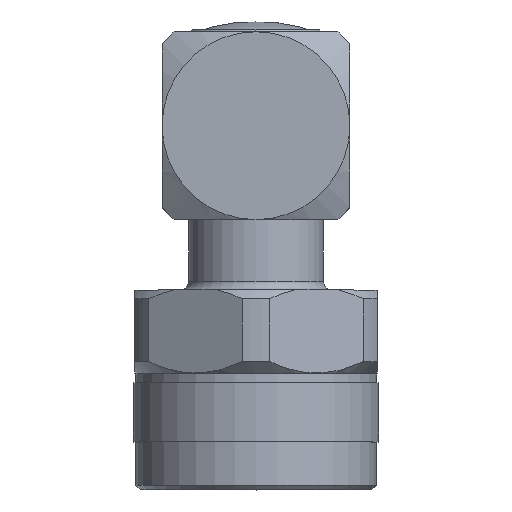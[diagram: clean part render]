
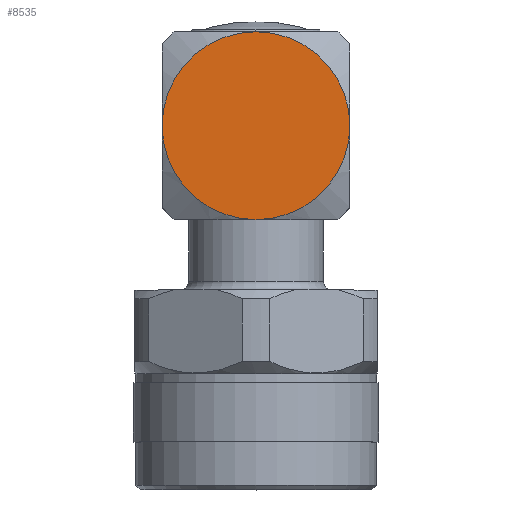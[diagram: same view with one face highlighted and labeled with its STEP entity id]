
A CAD part, top view. The second image highlights one B-rep face of the part: STEP entity #8535.
In plain terms, the highlighted face is planar.
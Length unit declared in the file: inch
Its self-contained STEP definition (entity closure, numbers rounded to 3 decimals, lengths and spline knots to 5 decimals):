
#65 = DIRECTION ( 'NONE',  ( 0., 1., 0. ) ) ;
#216 = AXIS2_PLACEMENT_3D ( 'NONE', #4740, #14767, #10903 ) ;
#462 = CARTESIAN_POINT ( 'NONE',  ( -0.31496, 0.31496, 0. ) ) ;
#1123 = FACE_OUTER_BOUND ( 'NONE', #1295, .T. ) ;
#1295 = EDGE_LOOP ( 'NONE', ( #11844, #5206, #10819, #11697 ) ) ;
#1474 = VERTEX_POINT ( 'NONE', #16004 ) ;
#2447 = AXIS2_PLACEMENT_3D ( 'NONE', #9088, #3065, #11542 ) ;
#2576 = CIRCLE ( 'NONE', #3093, 0.31496 ) ;
#2986 = DIRECTION ( 'NONE',  ( 0., 0., 1. ) ) ;
#3065 = DIRECTION ( 'NONE',  ( 0., 1., 0. ) ) ;
#3093 = AXIS2_PLACEMENT_3D ( 'NONE', #3993, #65, #10089 ) ;
#3993 = CARTESIAN_POINT ( 'NONE',  ( 0., 0.31496, 0. ) ) ;
#4740 = CARTESIAN_POINT ( 'NONE',  ( -0.31496, 0.31496, 0.31496 ) ) ;
#5206 = ORIENTED_EDGE ( 'NONE', *, *, #7265, .T. ) ;
#5867 = VERTEX_POINT ( 'NONE', #462 ) ;
#6301 = VERTEX_POINT ( 'NONE', #9132 ) ;
#6941 = DIRECTION ( 'NONE',  ( 0., 1., 0. ) ) ;
#7052 = PLANE ( 'NONE',  #216 ) ;
#7265 = EDGE_CURVE ( 'NONE', #15068, #5867, #9078, .T. ) ;
#7461 = DIRECTION ( 'NONE',  ( 0., 1., 0. ) ) ;
#8499 = CIRCLE ( 'NONE', #2447, 0.31496 ) ;
#8535 = ADVANCED_FACE ( 'NONE', ( #1123 ), #7052, .F. ) ;
#8820 = EDGE_CURVE ( 'NONE', #5867, #1474, #9653, .T. ) ;
#8883 = AXIS2_PLACEMENT_3D ( 'NONE', #13102, #6941, #2986 ) ;
#9078 = CIRCLE ( 'NONE', #15107, 0.31496 ) ;
#9088 = CARTESIAN_POINT ( 'NONE',  ( 0., 0.31496, 0. ) ) ;
#9132 = CARTESIAN_POINT ( 'NONE',  ( 0.31496, 0.31496, 0. ) ) ;
#9653 = CIRCLE ( 'NONE', #8883, 0.31496 ) ;
#10009 = CARTESIAN_POINT ( 'NONE',  ( 0., 0.31496, 0. ) ) ;
#10089 = DIRECTION ( 'NONE',  ( 0., 0., 1. ) ) ;
#10819 = ORIENTED_EDGE ( 'NONE', *, *, #8820, .T. ) ;
#10903 = DIRECTION ( 'NONE',  ( 0., 0., -1. ) ) ;
#11117 = CARTESIAN_POINT ( 'NONE',  ( 0., 0.31496, -0.31496 ) ) ;
#11398 = EDGE_CURVE ( 'NONE', #6301, #15068, #8499, .T. ) ;
#11542 = DIRECTION ( 'NONE',  ( 0., 0., 1. ) ) ;
#11697 = ORIENTED_EDGE ( 'NONE', *, *, #14372, .T. ) ;
#11844 = ORIENTED_EDGE ( 'NONE', *, *, #11398, .T. ) ;
#13102 = CARTESIAN_POINT ( 'NONE',  ( 0., 0.31496, 0. ) ) ;
#14372 = EDGE_CURVE ( 'NONE', #1474, #6301, #2576, .T. ) ;
#14767 = DIRECTION ( 'NONE',  ( 0., -1., 0. ) ) ;
#15068 = VERTEX_POINT ( 'NONE', #11117 ) ;
#15107 = AXIS2_PLACEMENT_3D ( 'NONE', #10009, #7461, #15160 ) ;
#15160 = DIRECTION ( 'NONE',  ( 0., 0., 1. ) ) ;
#16004 = CARTESIAN_POINT ( 'NONE',  ( 0., 0.31496, 0.31496 ) ) ;
